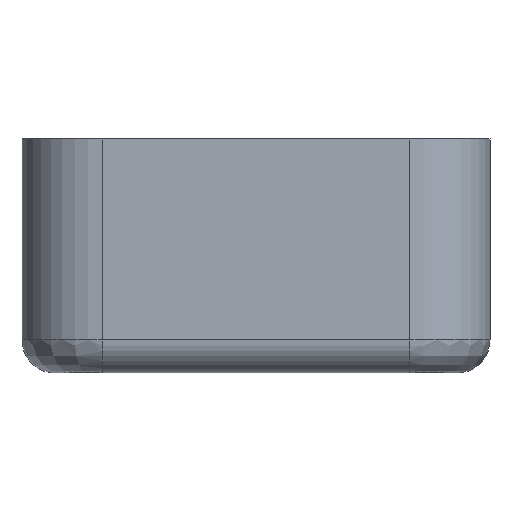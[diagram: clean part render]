
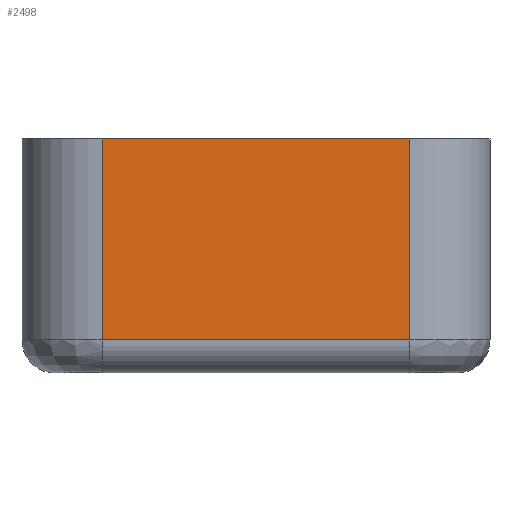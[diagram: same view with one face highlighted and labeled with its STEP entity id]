
A CAD part, front view. The second image highlights one B-rep face of the part: STEP entity #2498.
In plain terms, the highlighted planar face has unit normal (0, -1, 0).
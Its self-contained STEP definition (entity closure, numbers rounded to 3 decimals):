
#2318 = VERTEX_POINT('',#2319);
#2319 = CARTESIAN_POINT('',(30.,-8.972,-0.6));
#2349 = VERTEX_POINT('',#2350);
#2350 = CARTESIAN_POINT('',(30.,-8.972,16.4));
#2357 = EDGE_CURVE('',#2349,#2318,#2358,.T.);
#2358 = LINE('',#2359,#2360);
#2359 = CARTESIAN_POINT('',(30.,-8.972,-0.6));
#2360 = VECTOR('',#2361,1.);
#2361 = DIRECTION('',(0.,0.,-1.));
#2476 = EDGE_CURVE('',#2318,#2477,#2479,.T.);
#2477 = VERTEX_POINT('',#2478);
#2478 = CARTESIAN_POINT('',(4.,-8.972,-0.6));
#2479 = LINE('',#2480,#2481);
#2480 = CARTESIAN_POINT('',(4.,-8.972,-0.6));
#2481 = VECTOR('',#2482,1.);
#2482 = DIRECTION('',(-1.,0.,0.));
#2498 = ADVANCED_FACE('',(#2499),#2517,.T.);
#2499 = FACE_BOUND('',#2500,.T.);
#2500 = EDGE_LOOP('',(#2501,#2502,#2503,#2511));
#2501 = ORIENTED_EDGE('',*,*,#2476,.F.);
#2502 = ORIENTED_EDGE('',*,*,#2357,.F.);
#2503 = ORIENTED_EDGE('',*,*,#2504,.T.);
#2504 = EDGE_CURVE('',#2349,#2505,#2507,.T.);
#2505 = VERTEX_POINT('',#2506);
#2506 = CARTESIAN_POINT('',(4.,-8.972,16.4));
#2507 = LINE('',#2508,#2509);
#2508 = CARTESIAN_POINT('',(4.,-8.972,16.4));
#2509 = VECTOR('',#2510,1.);
#2510 = DIRECTION('',(-1.,0.,0.));
#2511 = ORIENTED_EDGE('',*,*,#2512,.F.);
#2512 = EDGE_CURVE('',#2477,#2505,#2513,.T.);
#2513 = LINE('',#2514,#2515);
#2514 = CARTESIAN_POINT('',(4.,-8.972,-0.6));
#2515 = VECTOR('',#2516,1.);
#2516 = DIRECTION('',(0.,0.,1.));
#2517 = PLANE('',#2518);
#2518 = AXIS2_PLACEMENT_3D('',#2519,#2520,#2521);
#2519 = CARTESIAN_POINT('',(4.,-8.972,-0.6));
#2520 = DIRECTION('',(-0.,-1.,0.));
#2521 = DIRECTION('',(0.,0.,1.));
